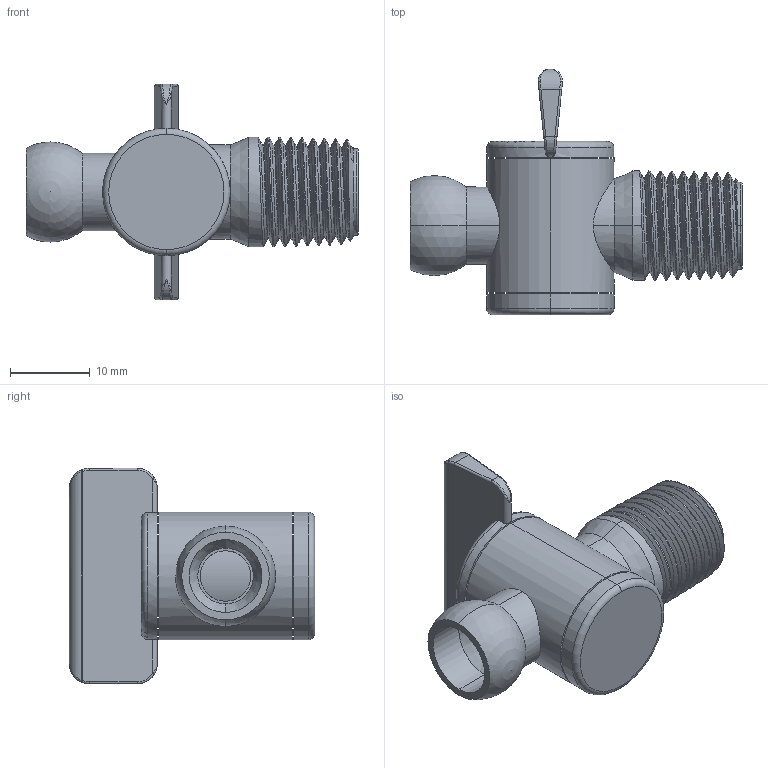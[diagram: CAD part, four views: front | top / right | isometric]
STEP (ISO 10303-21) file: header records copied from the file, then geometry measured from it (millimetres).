
FILE_DESCRIPTION (( 'STEP AP203' ), '1' );
FILE_NAME ('1-4 NPT Valve.STEP', '2005-02-04T21:36:10', ( 'mark lockwood' ), ( 'lockwood products inc.' ), 'SwSTEP 2.0', 'SolidWorks 2004146', '' );
FILE_SCHEMA (( 'CONFIG_CONTROL_DESIGN' ));
Length unit declared in the file: inch
Products named in the file (1): 1-4 NPT Valve
Bounding box: 41.71 x 30.84 x 27.13 mm (x, y, z)
Volume: 6576.2 mm3; surface area: 4764.6 mm2
Topology: 1 solids, 1 shells, 98 faces, 235 edges, 138 vertices
Faces by surface type: cylinder 43, bspline 22, plane 17, torus 8, cone 6, sphere 2
Entity records: 14706 total; most frequent: CARTESIAN_POINT 12635, ORIENTED_EDGE 444, DIRECTION 364, EDGE_CURVE 222, AXIS2_PLACEMENT_3D 151, VERTEX_POINT 135, EDGE_LOOP 107, ADVANCED_FACE 98
